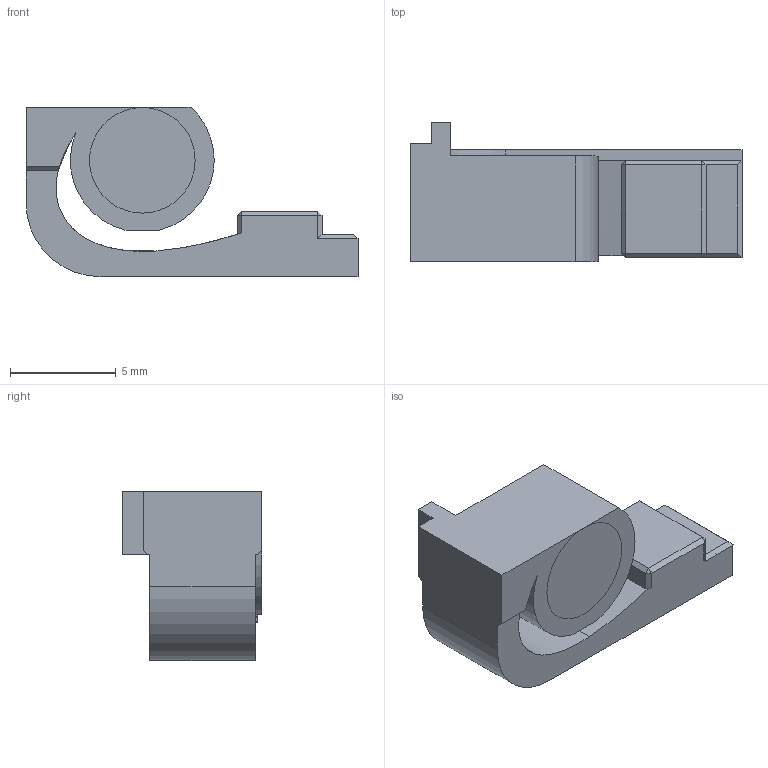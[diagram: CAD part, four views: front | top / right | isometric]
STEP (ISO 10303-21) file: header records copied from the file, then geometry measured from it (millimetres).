
FILE_DESCRIPTION(/* description */ ('','CAx-IF Rec.Pracs.---Representation and Presentation of Product Manufacturing Information (PMI)---4.0---2014-10-13'),/* implementation_level */ '2;1');
FILE_NAME(/* name */ 'leftshoulder.step',/* time_stamp */ '2025-01-23T15:25:10Z',/* author */ (''),/* organization */ (''),/* preprocessor_version */ 'ST-DEVELOPER v20',/* originating_system */ 'Autodesk Translation Framework v13.20.0.188',/* authorisation */ '');
FILE_SCHEMA (('AP242_MANAGED_MODEL_BASED_3D_ENGINEERING_MIM_LF { 1 0 10303 442 1 1 4 }'));
Length unit declared in the file: millimetre
Products named in the file (1): leftshoulder
Bounding box: 15.7 x 6.6 x 8 mm (x, y, z)
Volume: 282.2 mm3; surface area: 586.7 mm2
Topology: 1 solids, 1 shells, 126 faces, 345 edges, 221 vertices
Faces by surface type: plane 83, bspline 36, cylinder 5, cone 2
Full cylindrical faces by diameter (mm): 4.6 x1
Entity records: 4403 total; most frequent: CARTESIAN_POINT 1510, ORIENTED_EDGE 674, DIRECTION 447, EDGE_CURVE 337, LINE 239, VECTOR 239, VERTEX_POINT 217, EDGE_LOOP 130
